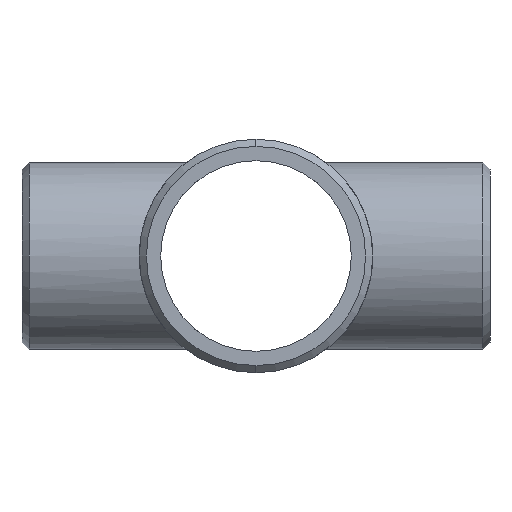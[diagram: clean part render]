
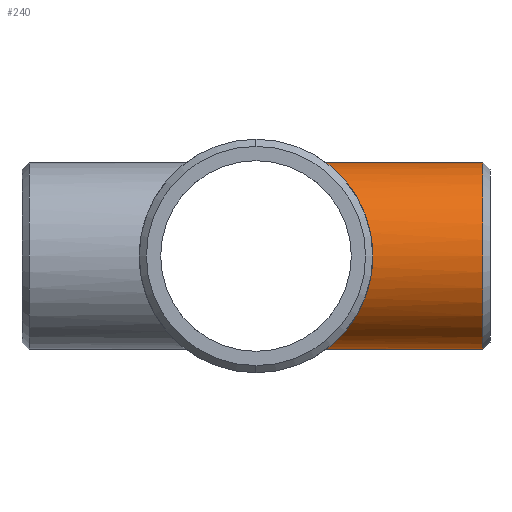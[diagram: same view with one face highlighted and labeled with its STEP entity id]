
A CAD part, left-side view. The second image highlights one B-rep face of the part: STEP entity #240.
In plain terms, the highlighted cylindrical face has radius 24.13 mm (diameter 48.26 mm), a partial arc.
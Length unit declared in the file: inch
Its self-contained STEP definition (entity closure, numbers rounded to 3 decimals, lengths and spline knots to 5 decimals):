
#23 = VERTEX_POINT ( 'NONE', #655 ) ;
#41 = CARTESIAN_POINT ( 'NONE',  ( -0.87641, -1.12948, 0.36696 ) ) ;
#47 = CARTESIAN_POINT ( 'NONE',  ( 0., -0.7125, 0.95 ) ) ;
#54 = CARTESIAN_POINT ( 'NONE',  ( -0.11427, -0.72143, 0.94324 ) ) ;
#61 = CARTESIAN_POINT ( 'NONE',  ( -0.17851, -0.73437, 0.93322 ) ) ;
#71 = CARTESIAN_POINT ( 'NONE',  ( -0.76549, -1.04571, -0.56342 ) ) ;
#81 = CARTESIAN_POINT ( 'NONE',  ( -0.13182, -0.72387, -0.94138 ) ) ;
#88 = CARTESIAN_POINT ( 'NONE',  ( -0.84577, -1.10587, -0.43292 ) ) ;
#129 = CARTESIAN_POINT ( 'NONE',  ( 0., -2.30733, 0. ) ) ;
#132 = CARTESIAN_POINT ( 'NONE',  ( -0.76329, -1.04409, 0.56638 ) ) ;
#139 = CARTESIAN_POINT ( 'NONE',  ( -0.93576, -1.17613, 0.16705 ) ) ;
#152 = CARTESIAN_POINT ( 'NONE',  ( -0.9501, -1.18758, -0.02979 ) ) ;
#158 = DIRECTION ( 'NONE',  ( 0., 0., -1. ) ) ;
#159 = CARTESIAN_POINT ( 'NONE',  ( -0.06662, -0.71542, -0.94781 ) ) ;
#175 = CARTESIAN_POINT ( 'NONE',  ( -0.79993, -1.07118, -0.51335 ) ) ;
#176 = VERTEX_POINT ( 'NONE', #417 ) ;
#180 = CARTESIAN_POINT ( 'NONE',  ( -0.4801, -0.85887, -0.8203 ) ) ;
#188 = B_SPLINE_CURVE_WITH_KNOTS ( 'NONE', 3,
 ( #47, #317, #336, #54, #1090, #425, #61, #430, #607, #1202, #818, #898, #1012, #811, #509, #231, #1190, #991, #804, #249, #132, #1196, #1083, #41, #915, #722, #799, #999, #1102, #139, #627, #1178, #341, #152, #702, #418, #1183, #436, #1031, #259, #271, #827, #441, #88, #647, #559, #175, #71, #930, #465, #363, #554, #731, #637, #180, #937, #540, #1119, #1127, #263, #1218, #446, #81, #750, #159, #1224, #549, #351 ),
 .UNSPECIFIED., .F., .F.,
 ( 4, 2, 2, 2, 2, 2, 2, 2, 2, 2, 2, 2, 2, 2, 2, 2, 2, 2, 2, 2, 2, 2, 2, 2, 2, 2, 2, 2, 2, 2, 2, 2, 2, 4 ),
 ( 0.08003, 0.08253, 0.08378, 0.08503, 0.09003, 0.09253, 0.09503, 0.10002, 0.10127, 0.10252, 0.10502, 0.11002, 0.11127, 0.11252, 0.11502, 0.11752, 0.12002, 0.12251, 0.12376, 0.12501, 0.13001, 0.13126, 0.13251, 0.13501, 0.13751, 0.14001, 0.14501, 0.14751, 0.15, 0.1525, 0.155, 0.1575, 0.15875, 0.16 ),
 .UNSPECIFIED. ) ;
#231 = CARTESIAN_POINT ( 'NONE',  ( -0.67564, -0.98188, 0.668 ) ) ;
#240 = ADVANCED_FACE ( 'NONE', ( #258 ), #844, .T. ) ;
#249 = CARTESIAN_POINT ( 'NONE',  ( -0.74511, -1.03086, 0.59008 ) ) ;
#258 = FACE_OUTER_BOUND ( 'NONE', #1047, .T. ) ;
#259 = CARTESIAN_POINT ( 'NONE',  ( -0.91701, -1.16125, -0.25663 ) ) ;
#263 = CARTESIAN_POINT ( 'NONE',  ( -0.25712, -0.75697, -0.91507 ) ) ;
#271 = CARTESIAN_POINT ( 'NONE',  ( -0.89759, -1.14589, -0.31758 ) ) ;
#317 = CARTESIAN_POINT ( 'NONE',  ( -0.03299, -0.7125, 0.95 ) ) ;
#336 = CARTESIAN_POINT ( 'NONE',  ( -0.06568, -0.7148, 0.94829 ) ) ;
#341 = CARTESIAN_POINT ( 'NONE',  ( -0.94989, -1.18741, 0.03583 ) ) ;
#348 = VERTEX_POINT ( 'NONE', #452 ) ;
#351 = CARTESIAN_POINT ( 'NONE',  ( 0., -0.7125, -0.95 ) ) ;
#363 = CARTESIAN_POINT ( 'NONE',  ( -0.68813, -0.99043, -0.65563 ) ) ;
#402 = AXIS2_PLACEMENT_3D ( 'NONE', #129, #511, #767 ) ;
#417 = CARTESIAN_POINT ( 'NONE',  ( 0., -2.30733, 0.95 ) ) ;
#418 = CARTESIAN_POINT ( 'NONE',  ( -0.94358, -1.18237, -0.11149 ) ) ;
#425 = CARTESIAN_POINT ( 'NONE',  ( -0.1625, -0.73063, 0.93614 ) ) ;
#430 = CARTESIAN_POINT ( 'NONE',  ( -0.25691, -0.75498, 0.91684 ) ) ;
#436 = CARTESIAN_POINT ( 'NONE',  ( -0.93652, -1.17674, -0.16035 ) ) ;
#441 = CARTESIAN_POINT ( 'NONE',  ( -0.8596, -1.11649, -0.40476 ) ) ;
#446 = CARTESIAN_POINT ( 'NONE',  ( -0.16367, -0.73043, -0.93634 ) ) ;
#452 = CARTESIAN_POINT ( 'NONE',  ( 0., -2.30733, -0.95 ) ) ;
#465 = CARTESIAN_POINT ( 'NONE',  ( -0.70838, -1.00462, -0.63373 ) ) ;
#509 = CARTESIAN_POINT ( 'NONE',  ( -0.62267, -0.94574, 0.71993 ) ) ;
#511 = DIRECTION ( 'NONE',  ( 0., 1., 0. ) ) ;
#518 = LINE ( 'NONE', #1086, #856 ) ;
#540 = CARTESIAN_POINT ( 'NONE',  ( -0.40076, -0.8171, -0.86186 ) ) ;
#549 = CARTESIAN_POINT ( 'NONE',  ( -0.01667, -0.7125, -0.95 ) ) ;
#554 = CARTESIAN_POINT ( 'NONE',  ( -0.62489, -0.94721, -0.71799 ) ) ;
#559 = CARTESIAN_POINT ( 'NONE',  ( -0.81606, -1.08329, -0.48734 ) ) ;
#563 = CIRCLE ( 'NONE', #402, 0.95 ) ;
#607 = CARTESIAN_POINT ( 'NONE',  ( -0.31557, -0.77768, 0.89811 ) ) ;
#627 = CARTESIAN_POINT ( 'NONE',  ( -0.94099, -1.1803, 0.13469 ) ) ;
#637 = CARTESIAN_POINT ( 'NONE',  ( -0.50566, -0.87348, -0.80479 ) ) ;
#647 = CARTESIAN_POINT ( 'NONE',  ( -0.83856, -1.10037, -0.44673 ) ) ;
#652 = EDGE_CURVE ( 'NONE', #348, #176, #563, .T. ) ;
#655 = CARTESIAN_POINT ( 'NONE',  ( 0., -0.7125, 0.95 ) ) ;
#679 = EDGE_CURVE ( 'NONE', #348, #1197, #518, .T. ) ;
#683 = AXIS2_PLACEMENT_3D ( 'NONE', #1022, #919, #158 ) ;
#690 = CARTESIAN_POINT ( 'NONE',  ( 0., -2.38, 0.95 ) ) ;
#691 = ORIENTED_EDGE ( 'NONE', *, *, #679, .F. ) ;
#694 = VECTOR ( 'NONE', #770, 39.37008 ) ;
#702 = CARTESIAN_POINT ( 'NONE',  ( -0.94851, -1.18631, -0.06252 ) ) ;
#709 = ORIENTED_EDGE ( 'NONE', *, *, #1059, .T. ) ;
#722 = CARTESIAN_POINT ( 'NONE',  ( -0.8938, -1.14303, 0.32229 ) ) ;
#731 = CARTESIAN_POINT ( 'NONE',  ( -0.57945, -0.91753, -0.75515 ) ) ;
#750 = CARTESIAN_POINT ( 'NONE',  ( -0.08304, -0.71714, -0.9465 ) ) ;
#753 = ORIENTED_EDGE ( 'NONE', *, *, #994, .T. ) ;
#767 = DIRECTION ( 'NONE',  ( 0., 0., -1. ) ) ;
#770 = DIRECTION ( 'NONE',  ( 0., 1., 0. ) ) ;
#799 = CARTESIAN_POINT ( 'NONE',  ( -0.8991, -1.14718, 0.30721 ) ) ;
#804 = CARTESIAN_POINT ( 'NONE',  ( -0.71626, -1.01027, 0.62426 ) ) ;
#811 = CARTESIAN_POINT ( 'NONE',  ( -0.57729, -0.91618, 0.75675 ) ) ;
#818 = CARTESIAN_POINT ( 'NONE',  ( -0.42671, -0.83021, 0.8493 ) ) ;
#827 = CARTESIAN_POINT ( 'NONE',  ( -0.86624, -1.12161, -0.39036 ) ) ;
#838 = CARTESIAN_POINT ( 'NONE',  ( 0., -0.7125, -0.95 ) ) ;
#844 = CYLINDRICAL_SURFACE ( 'NONE', #683, 0.95 ) ;
#856 = VECTOR ( 'NONE', #1186, 39.37008 ) ;
#898 = CARTESIAN_POINT ( 'NONE',  ( -0.47903, -0.85828, 0.82092 ) ) ;
#915 = CARTESIAN_POINT ( 'NONE',  ( -0.88246, -1.13419, 0.35216 ) ) ;
#919 = DIRECTION ( 'NONE',  ( 0., 1., 0. ) ) ;
#930 = CARTESIAN_POINT ( 'NONE',  ( -0.74717, -1.03235, -0.58749 ) ) ;
#937 = CARTESIAN_POINT ( 'NONE',  ( -0.4277, -0.83072, -0.8488 ) ) ;
#952 = LINE ( 'NONE', #690, #694 ) ;
#991 = CARTESIAN_POINT ( 'NONE',  ( -0.70638, -1.00328, 0.63542 ) ) ;
#994 = EDGE_CURVE ( 'NONE', #176, #23, #952, .T. ) ;
#999 = CARTESIAN_POINT ( 'NONE',  ( -0.91386, -1.15877, 0.26151 ) ) ;
#1012 = CARTESIAN_POINT ( 'NONE',  ( -0.50423, -0.87265, 0.80568 ) ) ;
#1022 = CARTESIAN_POINT ( 'NONE',  ( 0., -2.38, 0. ) ) ;
#1031 = CARTESIAN_POINT ( 'NONE',  ( -0.93358, -1.17441, -0.1766 ) ) ;
#1047 = EDGE_LOOP ( 'NONE', ( #1103, #753, #709, #691 ) ) ;
#1059 = EDGE_CURVE ( 'NONE', #23, #1197, #188, .T. ) ;
#1083 = CARTESIAN_POINT ( 'NONE',  ( -0.84473, -1.10497, 0.43922 ) ) ;
#1086 = CARTESIAN_POINT ( 'NONE',  ( 0., -2.38, -0.95 ) ) ;
#1090 = CARTESIAN_POINT ( 'NONE',  ( -0.13039, -0.72416, 0.94115 ) ) ;
#1102 = CARTESIAN_POINT ( 'NONE',  ( -0.9222, -1.16537, 0.23044 ) ) ;
#1103 = ORIENTED_EDGE ( 'NONE', *, *, #652, .T. ) ;
#1119 = CARTESIAN_POINT ( 'NONE',  ( -0.34517, -0.79132, -0.88559 ) ) ;
#1127 = CARTESIAN_POINT ( 'NONE',  ( -0.31652, -0.77916, -0.89626 ) ) ;
#1178 = CARTESIAN_POINT ( 'NONE',  ( -0.94809, -1.18597, 0.06872 ) ) ;
#1183 = CARTESIAN_POINT ( 'NONE',  ( -0.94151, -1.18072, -0.12779 ) ) ;
#1186 = DIRECTION ( 'NONE',  ( 0., 1., 0. ) ) ;
#1190 = CARTESIAN_POINT ( 'NONE',  ( -0.68607, -0.98909, 0.65729 ) ) ;
#1196 = CARTESIAN_POINT ( 'NONE',  ( -0.81466, -1.08203, 0.49238 ) ) ;
#1197 = VERTEX_POINT ( 'NONE', #838 ) ;
#1202 = CARTESIAN_POINT ( 'NONE',  ( -0.39943, -0.81645, 0.86248 ) ) ;
#1218 = CARTESIAN_POINT ( 'NONE',  ( -0.22623, -0.74694, -0.92322 ) ) ;
#1224 = CARTESIAN_POINT ( 'NONE',  ( -0.03342, -0.71309, -0.94956 ) ) ;
